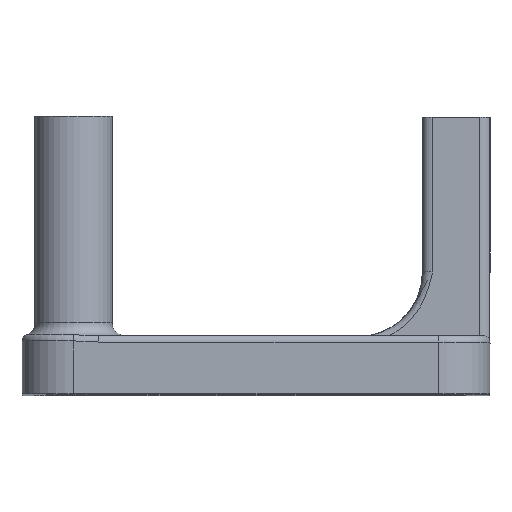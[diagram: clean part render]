
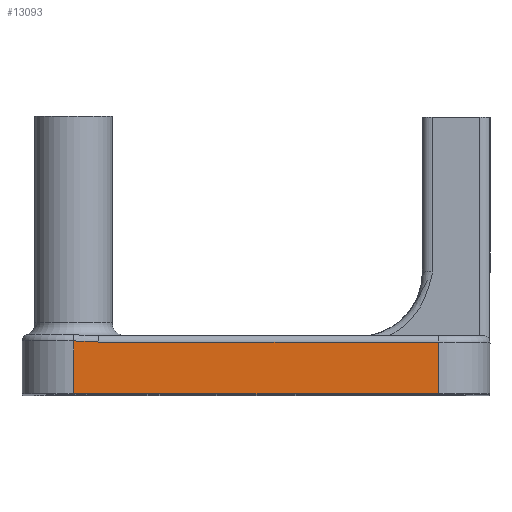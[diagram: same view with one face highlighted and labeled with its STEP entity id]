
A CAD part, top view. The second image highlights one B-rep face of the part: STEP entity #13093.
In plain terms, the highlighted planar face has unit normal (0, 0, 1).
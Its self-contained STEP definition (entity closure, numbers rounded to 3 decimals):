
#309=B_SPLINE_CURVE_WITH_KNOTS('',3,(#20192,#20193,#20194,#20195),
 .UNSPECIFIED.,.F.,.F.,(4,4),(0.,0.194),
 .UNSPECIFIED.);
#1591=FACE_OUTER_BOUND('',#2461,.T.);
#2461=EDGE_LOOP('',(#12087,#12088,#12089,#12090,#12091));
#2492=LINE('',#19953,#3305);
#2660=LINE('',#20778,#3473);
#2989=LINE('',#22642,#3802);
#3275=LINE('',#24070,#4088);
#3305=VECTOR('',#15138,10.);
#3473=VECTOR('',#15744,10.);
#3802=VECTOR('',#17765,10.);
#4088=VECTOR('',#19643,10.);
#5229=VERTEX_POINT('',#19909);
#5233=VERTEX_POINT('',#19946);
#5236=VERTEX_POINT('',#19951);
#5541=VERTEX_POINT('',#20777);
#5960=VERTEX_POINT('',#22641);
#6366=EDGE_CURVE('',#5236,#5233,#2492,.T.);
#6424=EDGE_CURVE('',#5229,#5236,#309,.T.);
#6717=EDGE_CURVE('',#5233,#5541,#2660,.T.);
#7527=EDGE_CURVE('',#5541,#5960,#2989,.T.);
#8239=EDGE_CURVE('',#5960,#5229,#3275,.T.);
#12087=ORIENTED_EDGE('',*,*,#6424,.F.);
#12088=ORIENTED_EDGE('',*,*,#8239,.F.);
#12089=ORIENTED_EDGE('',*,*,#7527,.F.);
#12090=ORIENTED_EDGE('',*,*,#6717,.F.);
#12091=ORIENTED_EDGE('',*,*,#6366,.F.);
#12270=PLANE('',#15019);
#13093=ADVANCED_FACE('',(#1591),#12270,.T.);
#15019=AXIS2_PLACEMENT_3D('',#24069,#19641,#19642);
#15138=DIRECTION('',(1.,0.,0.));
#15744=DIRECTION('',(0.,-1.,0.));
#17765=DIRECTION('',(-1.,0.,0.));
#19641=DIRECTION('center_axis',(0.,0.,
1.));
#19642=DIRECTION('ref_axis',(-1.,0.,0.));
#19643=DIRECTION('',(0.,1.,0.));
#19909=CARTESIAN_POINT('',(174.24,107.189,140.047));
#19946=CARTESIAN_POINT('',(202.54,107.103,140.047));
#19951=CARTESIAN_POINT('',(176.177,107.103,140.047));
#19953=CARTESIAN_POINT('',(197.465,107.103,140.047));
#20192=CARTESIAN_POINT('Ctrl Pts',(174.24,107.189,140.047));
#20193=CARTESIAN_POINT('Ctrl Pts',(174.887,107.189,140.047));
#20194=CARTESIAN_POINT('Ctrl Pts',(175.531,107.103,140.047));
#20195=CARTESIAN_POINT('Ctrl Pts',(176.177,107.103,140.047));
#20777=CARTESIAN_POINT('',(202.54,103.103,140.047));
#20778=CARTESIAN_POINT('',(202.54,107.603,140.047));
#22641=CARTESIAN_POINT('',(174.24,103.103,140.047));
#22642=CARTESIAN_POINT('',(206.54,103.103,140.047));
#24069=CARTESIAN_POINT('Origin',(206.54,107.603,140.047));
#24070=CARTESIAN_POINT('',(174.24,107.603,140.047));
